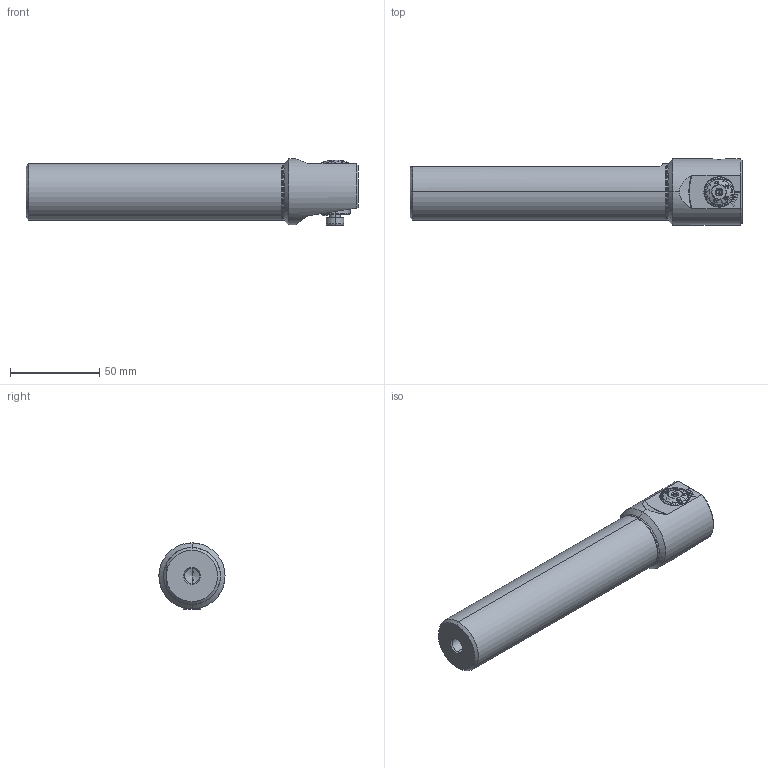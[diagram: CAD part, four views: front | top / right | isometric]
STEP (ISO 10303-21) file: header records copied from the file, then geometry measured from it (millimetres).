
FILE_DESCRIPTION (( 'STEP AP203' ), '1' );
FILE_NAME ('W31.F32.040.190.STEP', '2024-08-15T14:56:30', ( '' ), ( '' ), 'SwSTEP 2.0', 'SolidWorks 2022', '' );
FILE_SCHEMA (( 'CONFIG_CONTROL_DESIGN' ));
Length unit declared in the file: millimetre
Products named in the file (15): T7 M2.5 x 6; F32-BG1.AA4.017_Standart; DIN 7984 - M6 x 10; ISO 4026 - M6 x 8; F32-BG2.009.012_A; F32-BG2.017.003_A; DIN 3771 - 15x1.0; Klebstoff D6; F32-BG3.006.026_A; W31-F32.AA3.190_A_bohrungen gefült; F32-BG1.010.006_A; F32-BG2.014.012_A; W31.F32.040.190; F32-BG1.DA3.017_A_Aktuell 0.6.2014-Mx1.3; F32-BG2.017.004_A
Assembly tree (14 placements, depth 3):
  W31.F32.040.190
    W31-F32.AA3.190_A_bohrungen gefült
    F32-BG1.AA4.017_Standart
      F32-BG1.DA3.017_A_Aktuell 0.6.2014-Mx1.3
      F32-BG2.014.012_A
      F32-BG2.017.003_A
      F32-BG2.017.004_A
      F32-BG2.009.012_A
      F32-BG1.010.006_A
      DIN 3771 - 15x1.0
    Klebstoff D6
    T7 M2.5 x 6
    ISO 4026 - M6 x 8
    F32-BG3.006.026_A
    DIN 7984 - M6 x 10
Bounding box: 186 x 37 x 37.05 mm (x, y, z)
Volume: 141083 mm3; surface area: 33340.5 mm2
Topology: 13 solids, 13 shells, 654 faces, 1689 edges, 1061 vertices
Faces by surface type: plane 301, cone 166, cylinder 108, torus 44, bspline 35
Entity records: 23985 total; most frequent: CARTESIAN_POINT 7291, ORIENTED_EDGE 3342, DIRECTION 2887, EDGE_CURVE 1671, AXIS2_PLACEMENT_3D 1107, VERTEX_POINT 1061, EDGE_LOOP 698, VECTOR 673
